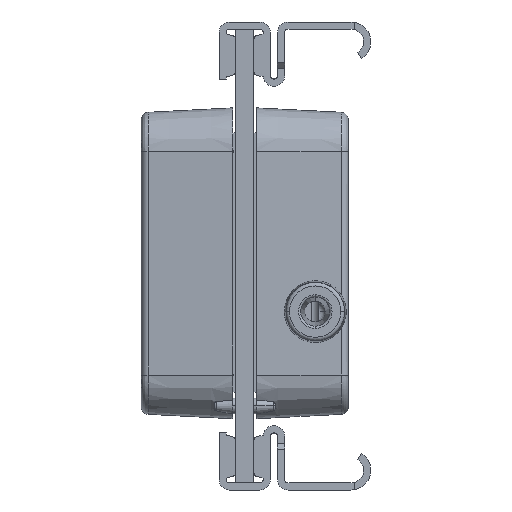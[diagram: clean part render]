
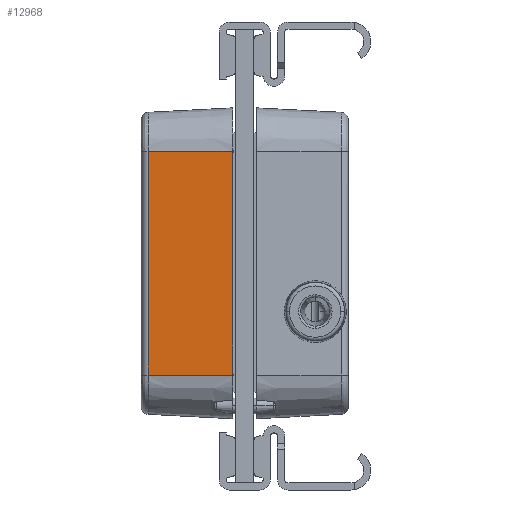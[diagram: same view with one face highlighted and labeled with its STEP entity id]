
A CAD part, left-side view. The second image highlights one B-rep face of the part: STEP entity #12968.
In plain terms, the highlighted face is planar.
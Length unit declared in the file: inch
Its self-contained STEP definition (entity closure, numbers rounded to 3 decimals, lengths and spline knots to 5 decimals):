
#258 = ORIENTED_EDGE ( 'NONE', *, *, #6941, .F. ) ;
#267 = ORIENTED_EDGE ( 'NONE', *, *, #6922, .T. ) ;
#273 = ORIENTED_EDGE ( 'NONE', *, *, #10763, .T. ) ;
#287 = ORIENTED_EDGE ( 'NONE', *, *, #6912, .F. ) ;
#527 = PLANE ( 'NONE',  #11093 ) ;
#528 = CARTESIAN_POINT ( 'NONE',  ( 0.239, -0.11974, 0.00375 ) ) ;
#533 = DIRECTION ( 'NONE',  ( 0.999, 0., 0.052 ) ) ;
#536 = DIRECTION ( 'NONE',  ( 0., 1., 0. ) ) ;
#810 = FACE_OUTER_BOUND ( 'NONE', #13360, .T. ) ;
#2002 = VERTEX_POINT ( 'NONE', #2995 ) ;
#2028 = VERTEX_POINT ( 'NONE', #3062 ) ;
#2075 = VERTEX_POINT ( 'NONE', #3105 ) ;
#2113 = VERTEX_POINT ( 'NONE', #2166 ) ;
#2166 = CARTESIAN_POINT ( 'NONE',  ( 0.23295, 0.18567, 0.11927 ) ) ;
#2437 = DIRECTION ( 'NONE',  ( 0.052, 0.001, -0.999 ) ) ;
#2452 = CARTESIAN_POINT ( 'NONE',  ( 0.23597, 0.18571, 0.0615 ) ) ;
#2995 = CARTESIAN_POINT ( 'NONE',  ( 0.239, -0.11974, 0.00375 ) ) ;
#3062 = CARTESIAN_POINT ( 'NONE',  ( 0.239, 0.18574, 0.00375 ) ) ;
#3105 = CARTESIAN_POINT ( 'NONE',  ( 0.23295, -0.11967, 0.11927 ) ) ;
#3756 = LINE ( 'NONE', #2452, #3767 ) ;
#3767 = VECTOR ( 'NONE', #2437, 39.37008 ) ;
#3769 = LINE ( 'NONE', #12781, #3803 ) ;
#3789 = LINE ( 'NONE', #11858, #3791 ) ;
#3791 = VECTOR ( 'NONE', #11887, 39.37008 ) ;
#3803 = VECTOR ( 'NONE', #12784, 39.37008 ) ;
#4370 = LINE ( 'NONE', #7499, #4387 ) ;
#4387 = VECTOR ( 'NONE', #7490, 39.37008 ) ;
#6912 = EDGE_CURVE ( 'NONE', #2113, #2028, #3756, .T. ) ;
#6922 = EDGE_CURVE ( 'NONE', #2075, #2002, #3769, .T. ) ;
#6941 = EDGE_CURVE ( 'NONE', #2075, #2113, #3789, .T. ) ;
#7490 = DIRECTION ( 'NONE',  ( 0., 1., 0. ) ) ;
#7499 = CARTESIAN_POINT ( 'NONE',  ( 0.239, 0.033, 0.00375 ) ) ;
#10763 = EDGE_CURVE ( 'NONE', #2002, #2028, #4370, .T. ) ;
#11093 = AXIS2_PLACEMENT_3D ( 'NONE', #528, #533, #536 ) ;
#11858 = CARTESIAN_POINT ( 'NONE',  ( 0.23295, 0.033, 0.11927 ) ) ;
#11887 = DIRECTION ( 'NONE',  ( 0., 1., 0. ) ) ;
#12781 = CARTESIAN_POINT ( 'NONE',  ( 0.23295, -0.11967, 0.11927 ) ) ;
#12784 = DIRECTION ( 'NONE',  ( 0.052, -0.001, -0.999 ) ) ;
#12968 = ADVANCED_FACE ( 'NONE', ( #810 ), #527, .T. ) ;
#13360 = EDGE_LOOP ( 'NONE', ( #273, #287, #258, #267 ) ) ;
